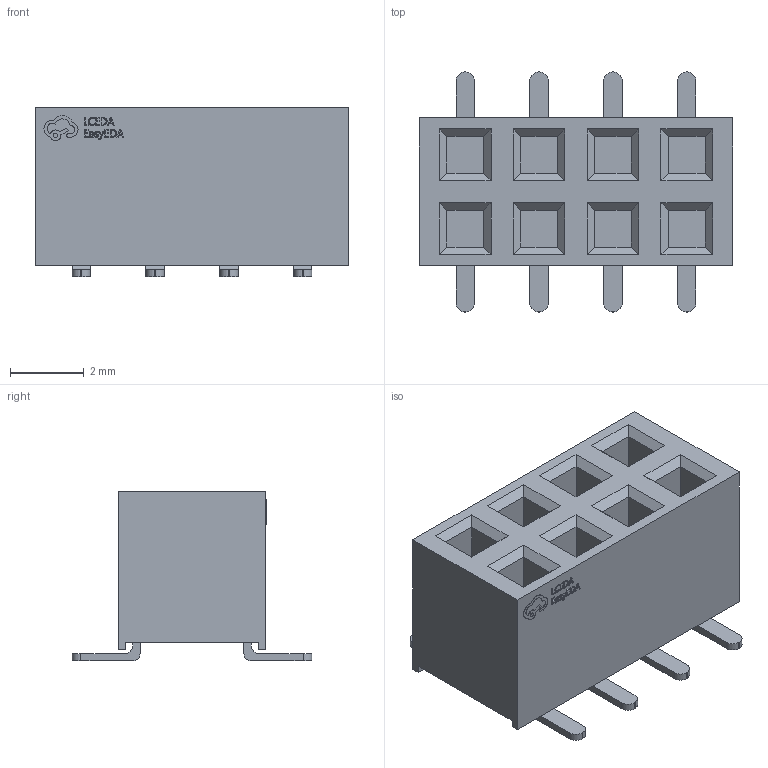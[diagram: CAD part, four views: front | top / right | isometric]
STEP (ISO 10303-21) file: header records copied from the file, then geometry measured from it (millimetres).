
FILE_DESCRIPTION(('FreeCAD Model'),'2;1');
FILE_NAME('Open CASCADE Shape Model','2023-11-03T11:12:05',('Author'),( ''),'Open CASCADE STEP processor 7.6','FreeCAD','Unknown');
FILE_SCHEMA(('AUTOMOTIVE_DESIGN { 1 0 10303 214 1 1 1 1 }'));
Length unit declared in the file: millimetre
Products named in the file (2): HDR-SMD_8P-P2.00-V-F-R2-C4-LS6.0; SOLID
Assembly tree (1 placements, depth 2):
  HDR-SMD_8P-P2.00-V-F-R2-C4-LS6.0
    SOLID
Bounding box: 8.5 x 6.5 x 4.6 mm (x, y, z)
Volume: 117 mm3; surface area: 294.7 mm2
Topology: 1 solids, 1 shells, 454 faces, 1198 edges, 788 vertices
Faces by surface type: plane 308, bspline 114, cylinder 32
Entity records: 18079 total; most frequent: CARTESIAN_POINT 4804, ORIENTED_EDGE 2396, DIRECTION 1714, EDGE_CURVE 1198, LINE 902, VECTOR 902, VERTEX_POINT 788, FACE_BOUND 496
